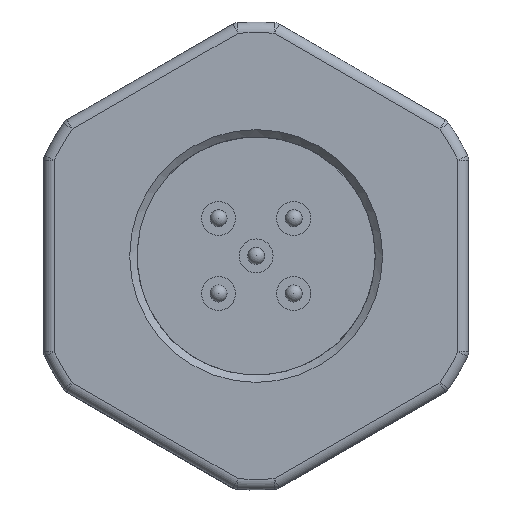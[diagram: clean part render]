
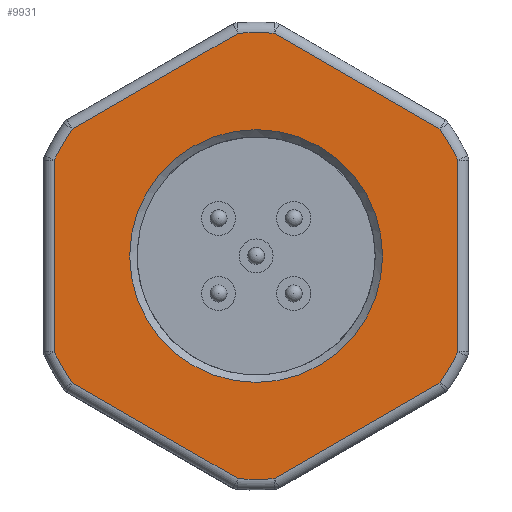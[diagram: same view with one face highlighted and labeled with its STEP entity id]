
A CAD part, left-side view. The second image highlights one B-rep face of the part: STEP entity #9931.
In plain terms, the highlighted face is planar.
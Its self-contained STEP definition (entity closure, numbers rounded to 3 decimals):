
#299=PLANE('',#10744);
#950=LINE('',#19250,#1774);
#958=LINE('',#19285,#1782);
#964=LINE('',#19307,#1788);
#977=LINE('',#19394,#1801);
#983=LINE('',#19422,#1807);
#988=LINE('',#19448,#1812);
#1774=VECTOR('',#12041,1000.);
#1782=VECTOR('',#12089,1000.);
#1788=VECTOR('',#12123,1000.);
#1801=VECTOR('',#12244,1000.);
#1807=VECTOR('',#12282,1000.);
#1812=VECTOR('',#12319,1000.);
#3670=ORIENTED_EDGE('',*,*,#5573,.F.);
#3671=ORIENTED_EDGE('',*,*,#5939,.F.);
#3672=ORIENTED_EDGE('',*,*,#5932,.T.);
#3673=ORIENTED_EDGE('',*,*,#5925,.F.);
#3674=ORIENTED_EDGE('',*,*,#5918,.F.);
#3675=ORIENTED_EDGE('',*,*,#5911,.F.);
#3676=ORIENTED_EDGE('',*,*,#5844,.F.);
#3677=ORIENTED_EDGE('',*,*,#5830,.F.);
#3678=ORIENTED_EDGE('',*,*,#5862,.T.);
#3679=ORIENTED_EDGE('',*,*,#5822,.F.);
#3680=ORIENTED_EDGE('',*,*,#5874,.F.);
#3681=ORIENTED_EDGE('',*,*,#5811,.F.);
#3682=ORIENTED_EDGE('',*,*,#5945,.F.);
#5573=EDGE_CURVE('',#6950,#6950,#7831,.T.);
#5811=EDGE_CURVE('',#7105,#7112,#7849,.T.);
#5822=EDGE_CURVE('',#7120,#7121,#7858,.T.);
#5830=EDGE_CURVE('',#7127,#7125,#7866,.T.);
#5844=EDGE_CURVE('',#7125,#7136,#950,.T.);
#5862=EDGE_CURVE('',#7127,#7121,#958,.T.);
#5874=EDGE_CURVE('',#7112,#7120,#964,.T.);
#5911=EDGE_CURVE('',#7136,#7163,#7919,.T.);
#5918=EDGE_CURVE('',#7163,#7166,#977,.T.);
#5925=EDGE_CURVE('',#7166,#7169,#7927,.T.);
#5932=EDGE_CURVE('',#7172,#7169,#983,.T.);
#5939=EDGE_CURVE('',#7172,#7175,#7935,.T.);
#5945=EDGE_CURVE('',#7175,#7105,#988,.T.);
#6950=VERTEX_POINT('',#14735);
#7105=VERTEX_POINT('',#19162);
#7112=VERTEX_POINT('',#19181);
#7120=VERTEX_POINT('',#19203);
#7121=VERTEX_POINT('',#19205);
#7125=VERTEX_POINT('',#19216);
#7127=VERTEX_POINT('',#19220);
#7136=VERTEX_POINT('',#19247);
#7163=VERTEX_POINT('',#19381);
#7166=VERTEX_POINT('',#19395);
#7169=VERTEX_POINT('',#19409);
#7172=VERTEX_POINT('',#19423);
#7175=VERTEX_POINT('',#19437);
#7831=CIRCLE('',#10538,5.95);
#7849=CIRCLE('',#10585,10.5);
#7858=CIRCLE('',#10598,10.5);
#7866=CIRCLE('',#10608,10.5);
#7919=CIRCLE('',#10704,10.5);
#7927=CIRCLE('',#10720,10.5);
#7935=CIRCLE('',#10736,10.5);
#8445=EDGE_LOOP('',(#3670));
#8446=EDGE_LOOP('',(#3671,#3672,#3673,#3674,#3675,#3676,#3677,#3678,#3679,
#3680,#3681,#3682));
#9147=FACE_BOUND('',#8445,.T.);
#9148=FACE_BOUND('',#8446,.T.);
#9931=ADVANCED_FACE('',(#9147,#9148),#299,.F.);
#10538=AXIS2_PLACEMENT_3D('',#14734,#11823,#11824);
#10585=AXIS2_PLACEMENT_3D('',#19180,#11957,#11958);
#10598=AXIS2_PLACEMENT_3D('',#19204,#11985,#11986);
#10608=AXIS2_PLACEMENT_3D('',#19221,#12005,#12006);
#10704=AXIS2_PLACEMENT_3D('',#19380,#12225,#12226);
#10720=AXIS2_PLACEMENT_3D('',#19408,#12263,#12264);
#10736=AXIS2_PLACEMENT_3D('',#19436,#12301,#12302);
#10744=AXIS2_PLACEMENT_3D('',#19449,#12320,#12321);
#11823=DIRECTION('',(0.,0.,-1.));
#11824=DIRECTION('',(0.,1.,0.));
#11957=DIRECTION('',(0.,0.,1.));
#11958=DIRECTION('',(-0.081,-0.997,0.));
#11985=DIRECTION('',(0.,0.,1.));
#11986=DIRECTION('',(0.823,-0.568,0.));
#12005=DIRECTION('',(0.,0.,1.));
#12006=DIRECTION('',(0.904,0.429,0.));
#12041=DIRECTION('',(-0.866,0.5,0.));
#12089=DIRECTION('',(0.,-1.,0.));
#12123=DIRECTION('',(0.866,0.5,0.));
#12225=DIRECTION('',(0.,0.,1.));
#12226=DIRECTION('',(0.081,0.997,0.));
#12244=DIRECTION('',(-0.866,-0.5,0.));
#12263=DIRECTION('',(0.,0.,1.));
#12264=DIRECTION('',(-0.823,0.568,0.));
#12282=DIRECTION('',(0.,1.,0.));
#12301=DIRECTION('',(0.,0.,1.));
#12302=DIRECTION('',(-0.904,-0.429,0.));
#12319=DIRECTION('',(0.866,-0.5,0.));
#12320=DIRECTION('',(0.,0.,1.));
#12321=DIRECTION('',(-1.,0.,0.));
#14734=CARTESIAN_POINT('',(0.,0.,5.));
#14735=CARTESIAN_POINT('',(0.,5.95,5.));
#19162=CARTESIAN_POINT('',(-0.846,-10.481,5.));
#19180=CARTESIAN_POINT('',(0.,-0.015,5.));
#19181=CARTESIAN_POINT('',(0.846,-10.481,5.));
#19203=CARTESIAN_POINT('',(8.654,-5.973,5.));
#19204=CARTESIAN_POINT('',(0.013,-0.008,5.));
#19205=CARTESIAN_POINT('',(9.5,-4.508,5.));
#19216=CARTESIAN_POINT('',(8.654,5.973,5.));
#19220=CARTESIAN_POINT('',(9.5,4.508,5.));
#19221=CARTESIAN_POINT('',(0.013,0.008,5.));
#19247=CARTESIAN_POINT('',(0.846,10.481,5.));
#19250=CARTESIAN_POINT('',(8.654,5.973,5.));
#19285=CARTESIAN_POINT('',(9.5,4.508,5.));
#19307=CARTESIAN_POINT('',(0.846,-10.481,5.));
#19380=CARTESIAN_POINT('',(0.,0.015,5.));
#19381=CARTESIAN_POINT('',(-0.846,10.481,5.));
#19394=CARTESIAN_POINT('',(-0.846,10.481,5.));
#19395=CARTESIAN_POINT('',(-8.654,5.973,5.));
#19408=CARTESIAN_POINT('',(-0.013,0.008,5.));
#19409=CARTESIAN_POINT('',(-9.5,4.508,5.));
#19422=CARTESIAN_POINT('',(-9.5,-4.508,5.));
#19423=CARTESIAN_POINT('',(-9.5,-4.508,5.));
#19436=CARTESIAN_POINT('',(-0.013,-0.008,5.));
#19437=CARTESIAN_POINT('',(-8.654,-5.973,5.));
#19448=CARTESIAN_POINT('',(-8.654,-5.973,5.));
#19449=CARTESIAN_POINT('',(0.,0.,5.));
